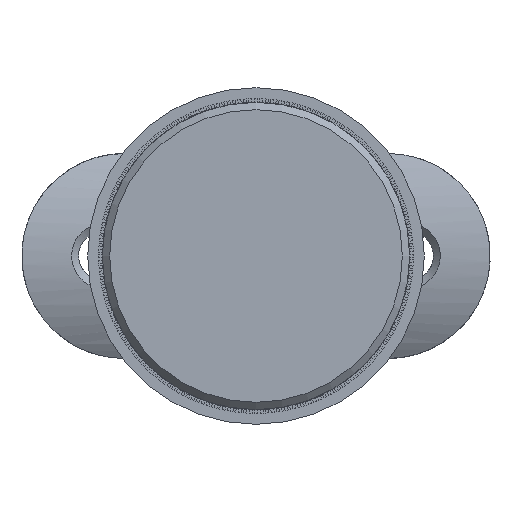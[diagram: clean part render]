
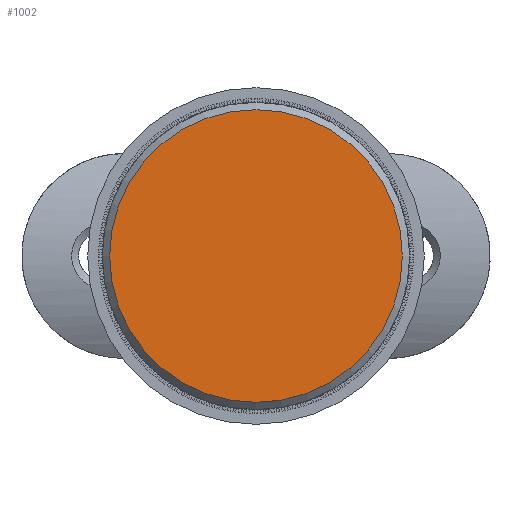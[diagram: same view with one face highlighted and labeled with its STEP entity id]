
A CAD part, left-side view. The second image highlights one B-rep face of the part: STEP entity #1002.
In plain terms, the highlighted planar face has unit normal (-1, 0, 0).
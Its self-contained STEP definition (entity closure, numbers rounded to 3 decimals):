
#67=FACE_OUTER_BOUND('',#6907,.T.);
#1002=ADVANCED_FACE('',(#67),#1918,.T.);
#1918=PLANE('',#16672);
#6907=EDGE_LOOP('',(#8613));
#8613=ORIENTED_EDGE('',*,*,#14469,.T.);
#12984=VERTEX_POINT('',#24830);
#14469=EDGE_CURVE('',#12984,#12984,#16282,.T.);
#16282=CIRCLE('',#16671,20.);
#16671=AXIS2_PLACEMENT_3D('',#24829,#18735,#18736);
#16672=AXIS2_PLACEMENT_3D('',#24831,#18737,#18738);
#18735=DIRECTION('',(-1.,0.,0.));
#18736=DIRECTION('',(0.,0.,1.));
#18737=DIRECTION('',(-1.,0.,0.));
#18738=DIRECTION('',(0.,0.,1.));
#24829=CARTESIAN_POINT('',(-13.,0.,0.));
#24830=CARTESIAN_POINT('',(-13.,0.,20.));
#24831=CARTESIAN_POINT('',(-13.,0.,0.));
